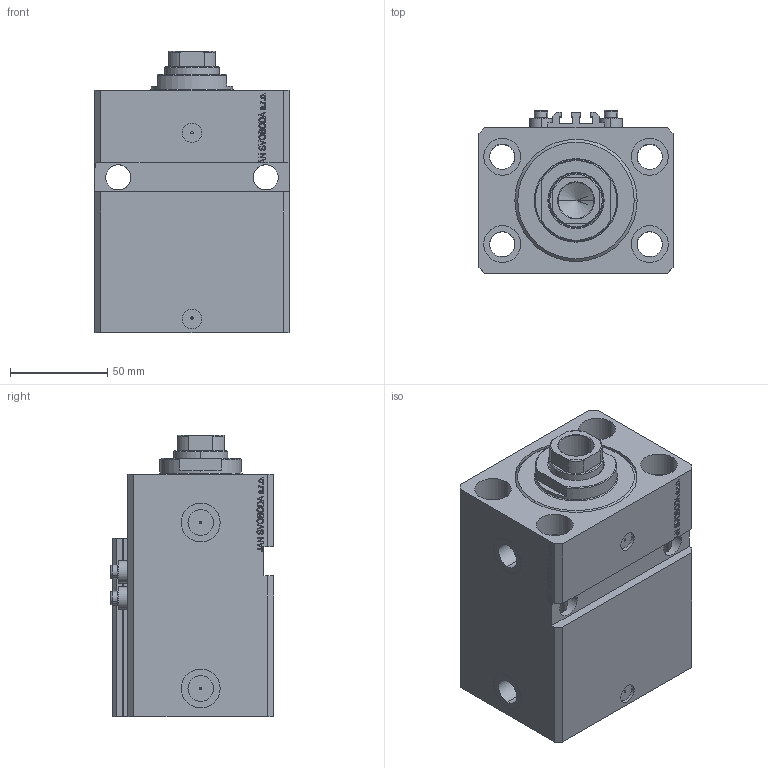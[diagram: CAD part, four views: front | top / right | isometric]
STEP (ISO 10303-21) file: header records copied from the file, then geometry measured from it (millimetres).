
FILE_DESCRIPTION (( 'STEP AP203' ), '1' );
FILE_NAME ('fade.STEP', '2022-04-09T16:35:57', ( '' ), ( '' ), 'SwSTEP 2.0', 'SolidWorks 2019', '' );
FILE_SCHEMA (( 'CONFIG_CONTROL_DESIGN' ));
Length unit declared in the file: millimetre
Products named in the file (5): V250CE_VC_E 5f34f1cbc2fa706646175aa75dc832a9; V250CE_C_VCP 5f34f1cbc2fa706646175aa75dc832a9; V250CE_E_Body 5f34f1cbc2fa706646175aa75dc832a9; fade; ALLEN BOLT V250CE 5f34f1cbc2fa706646175aa75dc832a9
Assembly tree (7 placements, depth 2):
  fade
    V250CE_E_Body 5f34f1cbc2fa706646175aa75dc832a9
    ALLEN BOLT V250CE 5f34f1cbc2fa706646175aa75dc832a9  x4
    V250CE_C_VCP 5f34f1cbc2fa706646175aa75dc832a9
    V250CE_VC_E 5f34f1cbc2fa706646175aa75dc832a9
Bounding box: 100 x 84 x 144.9 mm (x, y, z)
Volume: 779197.3 mm3; surface area: 150249.5 mm2
Topology: 8 solids, 8 shells, 1104 faces, 2774 edges, 1803 vertices
Faces by surface type: plane 539, bspline 357, cylinder 138, cone 56, torus 14
Entity records: 48198 total; most frequent: CARTESIAN_POINT 25043, ORIENTED_EDGE 5238, DIRECTION 3461, EDGE_CURVE 2619, VERTEX_POINT 1719, VECTOR 1603, LINE 1603, EDGE_LOOP 1168
